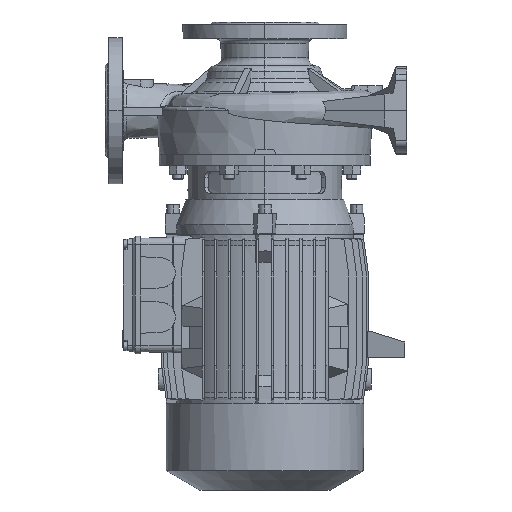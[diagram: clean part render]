
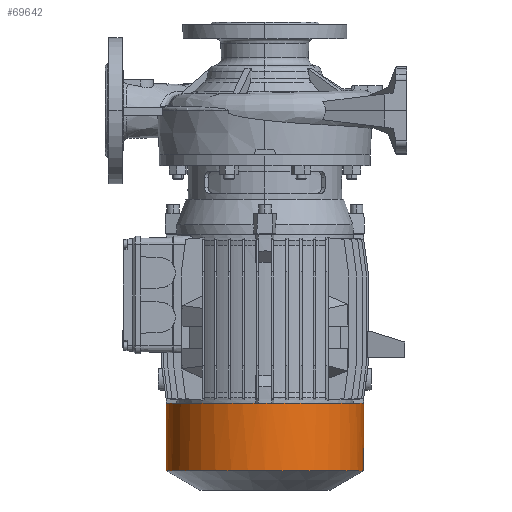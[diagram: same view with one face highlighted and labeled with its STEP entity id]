
A CAD part, left-side view. The second image highlights one B-rep face of the part: STEP entity #69642.
In plain terms, the highlighted cylindrical face has radius 111.3 mm (diameter 222.6 mm), a partial arc.
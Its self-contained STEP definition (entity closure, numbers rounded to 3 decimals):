
#95 = FACE_OUTER_BOUND ( 'NONE', #86073, .T. ) ;
#98 = VERTEX_POINT ( 'NONE', #65516 ) ;
#113 = ORIENTED_EDGE ( 'NONE', *, *, #50029, .F. ) ;
#2236 = CIRCLE ( 'NONE', #13856, 111.3 ) ;
#3615 = EDGE_CURVE ( 'NONE', #50154, #73752, #43742, .T. ) ;
#4264 = CIRCLE ( 'NONE', #66823, 111.3 ) ;
#4574 = DIRECTION ( 'NONE',  ( 0., 0., 1. ) ) ;
#4584 = EDGE_CURVE ( 'NONE', #4908, #98, #56939, .T. ) ;
#4908 = VERTEX_POINT ( 'NONE', #27356 ) ;
#7955 = CARTESIAN_POINT ( 'NONE',  ( 0., 0., -95. ) ) ;
#8816 = AXIS2_PLACEMENT_3D ( 'NONE', #31883, #4574, #23731 ) ;
#9775 = CARTESIAN_POINT ( 'NONE',  ( 0., 111.3, -191.8 ) ) ;
#12488 = CARTESIAN_POINT ( 'NONE',  ( 0., 0., -95. ) ) ;
#13856 = AXIS2_PLACEMENT_3D ( 'NONE', #46703, #61750, #26207 ) ;
#14679 = CARTESIAN_POINT ( 'NONE',  ( -7.543, -111.044, -95. ) ) ;
#15922 = CIRCLE ( 'NONE', #69771, 111.3 ) ;
#16850 = VECTOR ( 'NONE', #84498, 1000. ) ;
#17049 = LINE ( 'NONE', #9775, #16850 ) ;
#18276 = VERTEX_POINT ( 'NONE', #14679 ) ;
#19792 = EDGE_CURVE ( 'NONE', #98, #27943, #58079, .T. ) ;
#22730 = EDGE_CURVE ( 'NONE', #68579, #50154, #4264, .T. ) ;
#23731 = DIRECTION ( 'NONE',  ( 0., -1., 0. ) ) ;
#25169 = EDGE_CURVE ( 'NONE', #65568, #68579, #15922, .T. ) ;
#26207 = DIRECTION ( 'NONE',  ( 0., -1., 0. ) ) ;
#26272 = CARTESIAN_POINT ( 'NONE',  ( -111.044, 7.543, -95. ) ) ;
#26736 = CARTESIAN_POINT ( 'NONE',  ( 0., 0., -95. ) ) ;
#26990 = CARTESIAN_POINT ( 'NONE',  ( 0., 0., -191.8 ) ) ;
#27356 = CARTESIAN_POINT ( 'NONE',  ( 0., 111.3, -171.176 ) ) ;
#27781 = AXIS2_PLACEMENT_3D ( 'NONE', #26990, #47928, #62516 ) ;
#27943 = VERTEX_POINT ( 'NONE', #49459 ) ;
#28408 = AXIS2_PLACEMENT_3D ( 'NONE', #26736, #45882, #73678 ) ;
#31173 = CARTESIAN_POINT ( 'NONE',  ( 0., -111.3, -191.8 ) ) ;
#31646 = EDGE_CURVE ( 'NONE', #4908, #65568, #17049, .T. ) ;
#31883 = CARTESIAN_POINT ( 'NONE',  ( 0., 0., -95. ) ) ;
#32347 = CARTESIAN_POINT ( 'NONE',  ( -7.543, 111.044, -95. ) ) ;
#32402 = DIRECTION ( 'NONE',  ( 0., -1., 0. ) ) ;
#32764 = CARTESIAN_POINT ( 'NONE',  ( 0., 111.3, -95. ) ) ;
#41502 = ORIENTED_EDGE ( 'NONE', *, *, #19792, .T. ) ;
#43024 = DIRECTION ( 'NONE',  ( 0., 0., 1. ) ) ;
#43742 = CIRCLE ( 'NONE', #8816, 111.3 ) ;
#45882 = DIRECTION ( 'NONE',  ( 0., 0., 1. ) ) ;
#46048 = ORIENTED_EDGE ( 'NONE', *, *, #3615, .F. ) ;
#46055 = ORIENTED_EDGE ( 'NONE', *, *, #62468, .F. ) ;
#46703 = CARTESIAN_POINT ( 'NONE',  ( 0., 0., -95. ) ) ;
#47928 = DIRECTION ( 'NONE',  ( 0., 0., 1. ) ) ;
#49459 = CARTESIAN_POINT ( 'NONE',  ( 0., -111.3, -95. ) ) ;
#50029 = EDGE_CURVE ( 'NONE', #18276, #27943, #58940, .T. ) ;
#50154 = VERTEX_POINT ( 'NONE', #26272 ) ;
#51788 = ORIENTED_EDGE ( 'NONE', *, *, #25169, .F. ) ;
#53378 = DIRECTION ( 'NONE',  ( 0., 0., 1. ) ) ;
#56939 = CIRCLE ( 'NONE', #87486, 111.3 ) ;
#58079 = LINE ( 'NONE', #31173, #81124 ) ;
#58940 = CIRCLE ( 'NONE', #28408, 111.3 ) ;
#61750 = DIRECTION ( 'NONE',  ( 0., 0., 1. ) ) ;
#62468 = EDGE_CURVE ( 'NONE', #73752, #18276, #2236, .T. ) ;
#62516 = DIRECTION ( 'NONE',  ( 0., -1., 0. ) ) ;
#64599 = ORIENTED_EDGE ( 'NONE', *, *, #22730, .F. ) ;
#65516 = CARTESIAN_POINT ( 'NONE',  ( 0., -111.3, -171.176 ) ) ;
#65568 = VERTEX_POINT ( 'NONE', #32764 ) ;
#66823 = AXIS2_PLACEMENT_3D ( 'NONE', #7955, #43024, #70809 ) ;
#67083 = ORIENTED_EDGE ( 'NONE', *, *, #4584, .T. ) ;
#67505 = CARTESIAN_POINT ( 'NONE',  ( 0., 0., -171.176 ) ) ;
#68069 = DIRECTION ( 'NONE',  ( 0., 0., 1. ) ) ;
#68579 = VERTEX_POINT ( 'NONE', #32347 ) ;
#68957 = DIRECTION ( 'NONE',  ( 0., -1., 0. ) ) ;
#69642 = ADVANCED_FACE ( 'NONE', ( #95 ), #83453, .T. ) ;
#69771 = AXIS2_PLACEMENT_3D ( 'NONE', #12488, #68069, #68957 ) ;
#70809 = DIRECTION ( 'NONE',  ( 0., -1., 0. ) ) ;
#72638 = DIRECTION ( 'NONE',  ( 0., 0., 1. ) ) ;
#73678 = DIRECTION ( 'NONE',  ( 0., -1., 0. ) ) ;
#73752 = VERTEX_POINT ( 'NONE', #80451 ) ;
#80451 = CARTESIAN_POINT ( 'NONE',  ( -111.044, -7.543, -95. ) ) ;
#81124 = VECTOR ( 'NONE', #72638, 1000. ) ;
#83453 = CYLINDRICAL_SURFACE ( 'NONE', #27781, 111.3 ) ;
#84498 = DIRECTION ( 'NONE',  ( 0., 0., 1. ) ) ;
#86073 = EDGE_LOOP ( 'NONE', ( #90103, #67083, #41502, #113, #46055, #46048, #64599, #51788 ) ) ;
#87486 = AXIS2_PLACEMENT_3D ( 'NONE', #67505, #53378, #32402 ) ;
#90103 = ORIENTED_EDGE ( 'NONE', *, *, #31646, .F. ) ;
